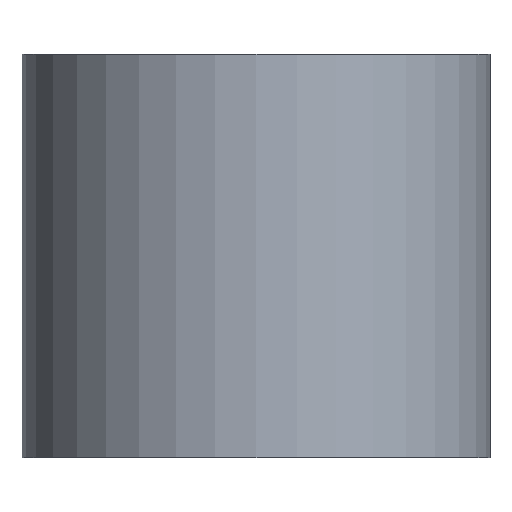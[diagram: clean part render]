
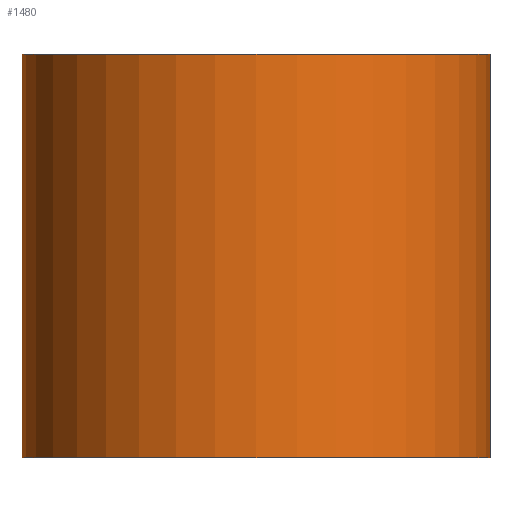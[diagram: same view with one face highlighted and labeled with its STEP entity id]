
A CAD part, front view. The second image highlights one B-rep face of the part: STEP entity #1480.
In plain terms, the highlighted cylindrical face has radius 725 mm (diameter 1450 mm), a full revolution.
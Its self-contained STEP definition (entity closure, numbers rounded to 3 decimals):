
#10 = CIRCLE ( 'NONE', #985, 725. ) ;
#77 = DIRECTION ( 'NONE',  ( 1., 0., 0. ) ) ;
#101 = CIRCLE ( 'NONE', #1160, 725. ) ;
#107 = EDGE_CURVE ( 'NONE', #759, #759, #10, .T. ) ;
#116 = ORIENTED_EDGE ( 'NONE', *, *, #764, .F. ) ;
#128 = ORIENTED_EDGE ( 'NONE', *, *, #107, .T. ) ;
#257 = DIRECTION ( 'NONE',  ( 0., 0., 1. ) ) ;
#316 = CYLINDRICAL_SURFACE ( 'NONE', #402, 725. ) ;
#400 = DIRECTION ( 'NONE',  ( 1., 0., 0. ) ) ;
#402 = AXIS2_PLACEMENT_3D ( 'NONE', #515, #257, #400 ) ;
#450 = EDGE_LOOP ( 'NONE', ( #116 ) ) ;
#515 = CARTESIAN_POINT ( 'NONE',  ( 0., 0., 0. ) ) ;
#593 = FACE_OUTER_BOUND ( 'NONE', #450, .T. ) ;
#608 = DIRECTION ( 'NONE',  ( 0., 0., 1. ) ) ;
#619 = FACE_OUTER_BOUND ( 'NONE', #1336, .T. ) ;
#729 = CARTESIAN_POINT ( 'NONE',  ( 0., 0., 1250. ) ) ;
#759 = VERTEX_POINT ( 'NONE', #905 ) ;
#764 = EDGE_CURVE ( 'NONE', #1589, #1589, #101, .T. ) ;
#800 = DIRECTION ( 'NONE',  ( 0., 0., 1. ) ) ;
#849 = CARTESIAN_POINT ( 'NONE',  ( 725., 0., 1250. ) ) ;
#905 = CARTESIAN_POINT ( 'NONE',  ( 725., 0., 0. ) ) ;
#985 = AXIS2_PLACEMENT_3D ( 'NONE', #1595, #800, #1693 ) ;
#1160 = AXIS2_PLACEMENT_3D ( 'NONE', #729, #608, #77 ) ;
#1336 = EDGE_LOOP ( 'NONE', ( #128 ) ) ;
#1480 = ADVANCED_FACE ( 'NONE', ( #619, #593 ), #316, .T. ) ;
#1589 = VERTEX_POINT ( 'NONE', #849 ) ;
#1595 = CARTESIAN_POINT ( 'NONE',  ( 0., 0., 0. ) ) ;
#1693 = DIRECTION ( 'NONE',  ( 1., 0., 0. ) ) ;
